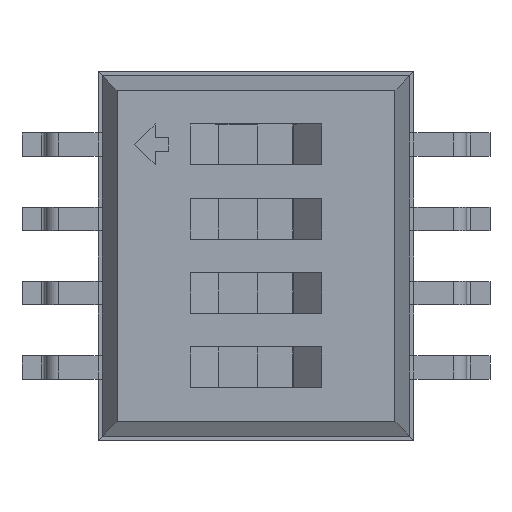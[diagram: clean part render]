
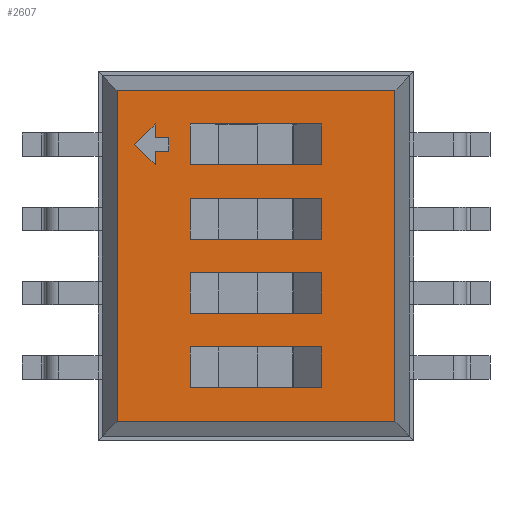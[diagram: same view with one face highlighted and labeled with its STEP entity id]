
A CAD part, top view. The second image highlights one B-rep face of the part: STEP entity #2607.
In plain terms, the highlighted planar face has unit normal (0, 0, 1).
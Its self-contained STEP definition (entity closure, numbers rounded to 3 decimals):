
#27=VECTOR('',#28,1.);
#28=DIRECTION('',(0.,1.,0.));
#34=VECTOR('',#35,1.);
#35=DIRECTION('',(-1.,0.,0.));
#41=VECTOR('',#42,1.);
#42=DIRECTION('',(0.,-1.,0.));
#46=VECTOR('',#47,1.);
#47=DIRECTION('',(1.,0.,0.));
#50=DIRECTION('',(0.,0.,-1.));
#1789=VERTEX_POINT('',#1790);
#1790=CARTESIAN_POINT('',(2.375,2.83,2.6));
#1792=ORIENTED_EDGE('',*,*,#1793,.F.);
#1793=EDGE_CURVE('',#1794,#1789,#1796,.T.);
#1794=VERTEX_POINT('',#1795);
#1795=CARTESIAN_POINT('',(2.375,-2.83,2.6));
#1796=LINE('',#1795,#27);
#2185=VERTEX_POINT('',#2186);
#2186=CARTESIAN_POINT('',(-2.375,2.83,2.6));
#2188=ORIENTED_EDGE('',*,*,#2189,.F.);
#2189=EDGE_CURVE('',#1789,#2185,#2190,.T.);
#2190=LINE('',#1790,#34);
#2211=VERTEX_POINT('',#2212);
#2212=CARTESIAN_POINT('',(-2.375,-2.83,2.6));
#2214=ORIENTED_EDGE('',*,*,#2215,.F.);
#2215=EDGE_CURVE('',#2185,#2211,#2216,.T.);
#2216=LINE('',#2186,#41);
#2602=ORIENTED_EDGE('',*,*,#2603,.F.);
#2603=EDGE_CURVE('',#2211,#1794,#2604,.T.);
#2604=LINE('',#2212,#46);
#2607=ADVANCED_FACE('',(#2608,#2610,#2632,#2654,#2697,#2719),#2741,.F.);
#2608=FACE_BOUND('',#2609,.F.);
#2609=EDGE_LOOP('',(#1792,#2602,#2214,#2188));
#2610=FACE_BOUND('',#2611,.F.);
#2611=EDGE_LOOP('',(#2612,#2619,#2624,#2629));
#2612=ORIENTED_EDGE('',*,*,#2613,.T.);
#2613=EDGE_CURVE('',#2614,#2616,#2618,.T.);
#2614=VERTEX_POINT('',#2615);
#2615=CARTESIAN_POINT('',(1.125,-0.285,2.6));
#2616=VERTEX_POINT('',#2617);
#2617=CARTESIAN_POINT('',(-1.125,-0.285,2.6));
#2618=LINE('',#2615,#34);
#2619=ORIENTED_EDGE('',*,*,#2620,.T.);
#2620=EDGE_CURVE('',#2616,#2621,#2623,.T.);
#2621=VERTEX_POINT('',#2622);
#2622=CARTESIAN_POINT('',(-1.125,-0.985,2.6));
#2623=LINE('',#2617,#41);
#2624=ORIENTED_EDGE('',*,*,#2625,.T.);
#2625=EDGE_CURVE('',#2621,#2626,#2628,.T.);
#2626=VERTEX_POINT('',#2627);
#2627=CARTESIAN_POINT('',(1.125,-0.985,2.6));
#2628=LINE('',#2622,#46);
#2629=ORIENTED_EDGE('',*,*,#2630,.T.);
#2630=EDGE_CURVE('',#2626,#2614,#2631,.T.);
#2631=LINE('',#2627,#27);
#2632=FACE_BOUND('',#2633,.F.);
#2633=EDGE_LOOP('',(#2634,#2641,#2646,#2651));
#2634=ORIENTED_EDGE('',*,*,#2635,.T.);
#2635=EDGE_CURVE('',#2636,#2638,#2640,.T.);
#2636=VERTEX_POINT('',#2637);
#2637=CARTESIAN_POINT('',(-1.125,-2.255,2.6));
#2638=VERTEX_POINT('',#2639);
#2639=CARTESIAN_POINT('',(1.125,-2.255,2.6));
#2640=LINE('',#2637,#46);
#2641=ORIENTED_EDGE('',*,*,#2642,.T.);
#2642=EDGE_CURVE('',#2638,#2643,#2645,.T.);
#2643=VERTEX_POINT('',#2644);
#2644=CARTESIAN_POINT('',(1.125,-1.555,2.6));
#2645=LINE('',#2639,#27);
#2646=ORIENTED_EDGE('',*,*,#2647,.T.);
#2647=EDGE_CURVE('',#2643,#2648,#2650,.T.);
#2648=VERTEX_POINT('',#2649);
#2649=CARTESIAN_POINT('',(-1.125,-1.555,2.6));
#2650=LINE('',#2644,#34);
#2651=ORIENTED_EDGE('',*,*,#2652,.T.);
#2652=EDGE_CURVE('',#2648,#2636,#2653,.T.);
#2653=LINE('',#2649,#41);
#2654=FACE_BOUND('',#2655,.F.);
#2655=EDGE_LOOP('',(#2656,#2665,#2672,#2677,#2684,#2689,#2694));
#2656=ORIENTED_EDGE('',*,*,#2657,.T.);
#2657=EDGE_CURVE('',#2658,#2660,#2662,.T.);
#2658=VERTEX_POINT('',#2659);
#2659=CARTESIAN_POINT('',(-1.725,2.255,2.6));
#2660=VERTEX_POINT('',#2661);
#2661=CARTESIAN_POINT('',(-2.075,1.905,2.6));
#2662=LINE('',#2659,#2663);
#2663=VECTOR('',#2664,1.);
#2664=DIRECTION('',(-0.707,-0.707,0.));
#2665=ORIENTED_EDGE('',*,*,#2666,.T.);
#2666=EDGE_CURVE('',#2660,#2667,#2669,.T.);
#2667=VERTEX_POINT('',#2668);
#2668=CARTESIAN_POINT('',(-1.725,1.555,2.6));
#2669=LINE('',#2661,#2670);
#2670=VECTOR('',#2671,1.);
#2671=DIRECTION('',(0.707,-0.707,0.));
#2672=ORIENTED_EDGE('',*,*,#2673,.T.);
#2673=EDGE_CURVE('',#2667,#2674,#2676,.T.);
#2674=VERTEX_POINT('',#2675);
#2675=CARTESIAN_POINT('',(-1.725,1.788,2.6));
#2676=LINE('',#2668,#27);
#2677=ORIENTED_EDGE('',*,*,#2678,.T.);
#2678=EDGE_CURVE('',#2674,#2679,#2681,.T.);
#2679=VERTEX_POINT('',#2680);
#2680=CARTESIAN_POINT('',(-1.492,1.788,2.6));
#2681=LINE('',#2675,#2682);
#2682=VECTOR('',#2683,1.);
#2683=DIRECTION('',(1.,0.,0.));
#2684=ORIENTED_EDGE('',*,*,#2685,.T.);
#2685=EDGE_CURVE('',#2679,#2686,#2688,.T.);
#2686=VERTEX_POINT('',#2687);
#2687=CARTESIAN_POINT('',(-1.492,2.022,2.6));
#2688=LINE('',#2680,#27);
#2689=ORIENTED_EDGE('',*,*,#2690,.T.);
#2690=EDGE_CURVE('',#2686,#2691,#2693,.T.);
#2691=VERTEX_POINT('',#2692);
#2692=CARTESIAN_POINT('',(-1.725,2.022,2.6));
#2693=LINE('',#2687,#34);
#2694=ORIENTED_EDGE('',*,*,#2695,.T.);
#2695=EDGE_CURVE('',#2691,#2658,#2696,.T.);
#2696=LINE('',#2692,#27);
#2697=FACE_BOUND('',#2698,.F.);
#2698=EDGE_LOOP('',(#2699,#2706,#2711,#2716));
#2699=ORIENTED_EDGE('',*,*,#2700,.T.);
#2700=EDGE_CURVE('',#2701,#2703,#2705,.T.);
#2701=VERTEX_POINT('',#2702);
#2702=CARTESIAN_POINT('',(-1.125,1.555,2.6));
#2703=VERTEX_POINT('',#2704);
#2704=CARTESIAN_POINT('',(1.125,1.555,2.6));
#2705=LINE('',#2702,#46);
#2706=ORIENTED_EDGE('',*,*,#2707,.T.);
#2707=EDGE_CURVE('',#2703,#2708,#2710,.T.);
#2708=VERTEX_POINT('',#2709);
#2709=CARTESIAN_POINT('',(1.125,2.255,2.6));
#2710=LINE('',#2704,#27);
#2711=ORIENTED_EDGE('',*,*,#2712,.T.);
#2712=EDGE_CURVE('',#2708,#2713,#2715,.T.);
#2713=VERTEX_POINT('',#2714);
#2714=CARTESIAN_POINT('',(-1.125,2.255,2.6));
#2715=LINE('',#2709,#34);
#2716=ORIENTED_EDGE('',*,*,#2717,.T.);
#2717=EDGE_CURVE('',#2713,#2701,#2718,.T.);
#2718=LINE('',#2714,#41);
#2719=FACE_BOUND('',#2720,.F.);
#2720=EDGE_LOOP('',(#2721,#2728,#2733,#2738));
#2721=ORIENTED_EDGE('',*,*,#2722,.T.);
#2722=EDGE_CURVE('',#2723,#2725,#2727,.T.);
#2723=VERTEX_POINT('',#2724);
#2724=CARTESIAN_POINT('',(-1.125,0.285,2.6));
#2725=VERTEX_POINT('',#2726);
#2726=CARTESIAN_POINT('',(1.125,0.285,2.6));
#2727=LINE('',#2724,#46);
#2728=ORIENTED_EDGE('',*,*,#2729,.T.);
#2729=EDGE_CURVE('',#2725,#2730,#2732,.T.);
#2730=VERTEX_POINT('',#2731);
#2731=CARTESIAN_POINT('',(1.125,0.985,2.6));
#2732=LINE('',#2726,#27);
#2733=ORIENTED_EDGE('',*,*,#2734,.T.);
#2734=EDGE_CURVE('',#2730,#2735,#2737,.T.);
#2735=VERTEX_POINT('',#2736);
#2736=CARTESIAN_POINT('',(-1.125,0.985,2.6));
#2737=LINE('',#2731,#34);
#2738=ORIENTED_EDGE('',*,*,#2739,.T.);
#2739=EDGE_CURVE('',#2735,#2723,#2740,.T.);
#2740=LINE('',#2736,#41);
#2741=PLANE('',#2742);
#2742=AXIS2_PLACEMENT_3D('',#1795,#50,#2743);
#2743=DIRECTION('',(-0.643,0.766,0.));
